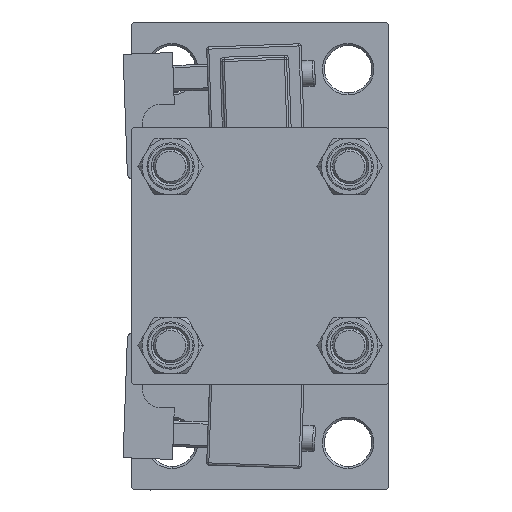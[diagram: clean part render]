
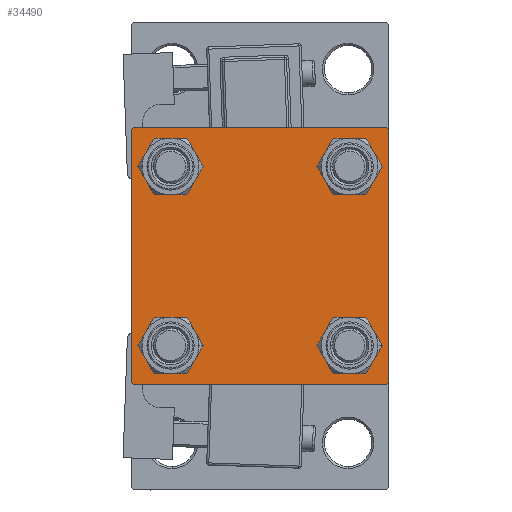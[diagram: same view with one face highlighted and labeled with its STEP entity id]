
A CAD part, left-side view. The second image highlights one B-rep face of the part: STEP entity #34490.
In plain terms, the highlighted planar face has unit normal (-1, 0, 0).
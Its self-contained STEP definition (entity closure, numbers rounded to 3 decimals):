
#500 = CARTESIAN_POINT ( 'NONE',  ( 0., -29.5, 30. ) ) ;
#886 = FACE_BOUND ( 'NONE', #49905, .T. ) ;
#1154 = EDGE_CURVE ( 'NONE', #31872, #25806, #34350, .T. ) ;
#1280 = CIRCLE ( 'NONE', #39261, 4.5 ) ;
#1410 = DIRECTION ( 'NONE',  ( -1., 0., 0. ) ) ;
#1583 = LINE ( 'NONE', #12973, #37583 ) ;
#2272 = DIRECTION ( 'NONE',  ( 0., 0., 1. ) ) ;
#2609 = EDGE_CURVE ( 'NONE', #22929, #16564, #28502, .T. ) ;
#2951 = CARTESIAN_POINT ( 'NONE',  ( 0., 29.75, -29.75 ) ) ;
#3101 = ORIENTED_EDGE ( 'NONE', *, *, #3512, .T. ) ;
#3166 = DIRECTION ( 'NONE',  ( 1., 0., 0. ) ) ;
#3512 = EDGE_CURVE ( 'NONE', #45388, #24829, #38360, .T. ) ;
#4049 = VECTOR ( 'NONE', #46846, 1000. ) ;
#4106 = EDGE_CURVE ( 'NONE', #24829, #45388, #18840, .T. ) ;
#4256 = DIRECTION ( 'NONE',  ( 0., 0., 1. ) ) ;
#4713 = EDGE_LOOP ( 'NONE', ( #20705, #41357, #50304, #35182, #50548, #31469, #12764, #8330 ) ) ;
#5110 = PLANE ( 'NONE',  #50622 ) ;
#5359 = DIRECTION ( 'NONE',  ( 0., 0.707, 0.707 ) ) ;
#5979 = DIRECTION ( 'NONE',  ( 1., 0., 0. ) ) ;
#6917 = CARTESIAN_POINT ( 'NONE',  ( 0., -29.75, -29.75 ) ) ;
#7019 = CIRCLE ( 'NONE', #36611, 4.5 ) ;
#7201 = EDGE_CURVE ( 'NONE', #38427, #8194, #42268, .T. ) ;
#7354 = CARTESIAN_POINT ( 'NONE',  ( 0., -30., -29.5 ) ) ;
#7686 = EDGE_CURVE ( 'NONE', #8849, #45908, #1583, .T. ) ;
#8194 = VERTEX_POINT ( 'NONE', #45085 ) ;
#8330 = ORIENTED_EDGE ( 'NONE', *, *, #48456, .T. ) ;
#8511 = CARTESIAN_POINT ( 'NONE',  ( 0., 20.85, -25.35 ) ) ;
#8740 = CARTESIAN_POINT ( 'NONE',  ( 0., 29.75, 29.75 ) ) ;
#8849 = VERTEX_POINT ( 'NONE', #32447 ) ;
#11699 = CARTESIAN_POINT ( 'NONE',  ( 0., -20.85, 20.85 ) ) ;
#12031 = EDGE_LOOP ( 'NONE', ( #30492, #20938 ) ) ;
#12333 = CARTESIAN_POINT ( 'NONE',  ( 0., 30., 29.5 ) ) ;
#12764 = ORIENTED_EDGE ( 'NONE', *, *, #7686, .F. ) ;
#12776 = FACE_BOUND ( 'NONE', #12031, .T. ) ;
#12973 = CARTESIAN_POINT ( 'NONE',  ( 0., 30., 30. ) ) ;
#13420 = CARTESIAN_POINT ( 'NONE',  ( 0., 30., -29.5 ) ) ;
#13907 = VERTEX_POINT ( 'NONE', #32642 ) ;
#14203 = EDGE_CURVE ( 'NONE', #8194, #45858, #14600, .T. ) ;
#14600 = LINE ( 'NONE', #6917, #4049 ) ;
#15703 = CARTESIAN_POINT ( 'NONE',  ( 0., 20.85, 16.35 ) ) ;
#15790 = ORIENTED_EDGE ( 'NONE', *, *, #4106, .T. ) ;
#16409 = AXIS2_PLACEMENT_3D ( 'NONE', #38777, #30854, #23157 ) ;
#16474 = CARTESIAN_POINT ( 'NONE',  ( 0., -20.85, 25.35 ) ) ;
#16564 = VERTEX_POINT ( 'NONE', #15703 ) ;
#16853 = ORIENTED_EDGE ( 'NONE', *, *, #41895, .T. ) ;
#16950 = DIRECTION ( 'NONE',  ( 0., 0.707, -0.707 ) ) ;
#17275 = CARTESIAN_POINT ( 'NONE',  ( 0., -29.75, 29.75 ) ) ;
#18017 = CARTESIAN_POINT ( 'NONE',  ( 0., 20.85, -20.85 ) ) ;
#18236 = LINE ( 'NONE', #46244, #43432 ) ;
#18840 = CIRCLE ( 'NONE', #28177, 4.5 ) ;
#20353 = CARTESIAN_POINT ( 'NONE',  ( 0., 20.85, 20.85 ) ) ;
#20705 = ORIENTED_EDGE ( 'NONE', *, *, #46823, .T. ) ;
#20938 = ORIENTED_EDGE ( 'NONE', *, *, #46160, .T. ) ;
#21233 = DIRECTION ( 'NONE',  ( 0., 0., 1. ) ) ;
#21259 = VECTOR ( 'NONE', #5359, 1000. ) ;
#21464 = CARTESIAN_POINT ( 'NONE',  ( 0., 29.5, -30. ) ) ;
#21522 = DIRECTION ( 'NONE',  ( 1., 0., 0. ) ) ;
#21983 = DIRECTION ( 'NONE',  ( 1., 0., 0. ) ) ;
#22063 = EDGE_CURVE ( 'NONE', #29954, #49564, #28738, .T. ) ;
#22358 = CARTESIAN_POINT ( 'NONE',  ( 0., -20.85, 20.85 ) ) ;
#22929 = VERTEX_POINT ( 'NONE', #35511 ) ;
#23157 = DIRECTION ( 'NONE',  ( 0., 0., 1. ) ) ;
#23295 = DIRECTION ( 'NONE',  ( 0., -0.707, -0.707 ) ) ;
#23517 = DIRECTION ( 'NONE',  ( 0., 0., 1. ) ) ;
#24348 = DIRECTION ( 'NONE',  ( 1., 0., 0. ) ) ;
#24829 = VERTEX_POINT ( 'NONE', #16474 ) ;
#24849 = EDGE_CURVE ( 'NONE', #13907, #45908, #37357, .T. ) ;
#25806 = VERTEX_POINT ( 'NONE', #37105 ) ;
#25960 = LINE ( 'NONE', #41325, #51893 ) ;
#27289 = DIRECTION ( 'NONE',  ( 0., 0., 1. ) ) ;
#27825 = DIRECTION ( 'NONE',  ( 1., 0., 0. ) ) ;
#28177 = AXIS2_PLACEMENT_3D ( 'NONE', #22358, #5979, #2272 ) ;
#28502 = CIRCLE ( 'NONE', #37779, 4.5 ) ;
#28738 = CIRCLE ( 'NONE', #51497, 4.5 ) ;
#29358 = LINE ( 'NONE', #8740, #51057 ) ;
#29434 = CARTESIAN_POINT ( 'NONE',  ( 0., 0., 0. ) ) ;
#29491 = EDGE_CURVE ( 'NONE', #45170, #38427, #39177, .T. ) ;
#29954 = VERTEX_POINT ( 'NONE', #35817 ) ;
#30492 = ORIENTED_EDGE ( 'NONE', *, *, #2609, .T. ) ;
#30854 = DIRECTION ( 'NONE',  ( 1., 0., 0. ) ) ;
#31124 = EDGE_LOOP ( 'NONE', ( #16853, #39964 ) ) ;
#31469 = ORIENTED_EDGE ( 'NONE', *, *, #24849, .T. ) ;
#31575 = CIRCLE ( 'NONE', #16409, 4.5 ) ;
#31872 = VERTEX_POINT ( 'NONE', #8511 ) ;
#32447 = CARTESIAN_POINT ( 'NONE',  ( 0., 29.5, 30. ) ) ;
#32642 = CARTESIAN_POINT ( 'NONE',  ( 0., -30., 29.5 ) ) ;
#32860 = VECTOR ( 'NONE', #23295, 1000. ) ;
#33677 = FACE_BOUND ( 'NONE', #47571, .T. ) ;
#33858 = DIRECTION ( 'NONE',  ( 0., -1., 0. ) ) ;
#34350 = CIRCLE ( 'NONE', #45314, 4.5 ) ;
#34490 = ADVANCED_FACE ( 'NONE', ( #33677, #48997, #886, #12776, #41330 ), #5110, .T. ) ;
#35182 = ORIENTED_EDGE ( 'NONE', *, *, #14203, .T. ) ;
#35511 = CARTESIAN_POINT ( 'NONE',  ( 0., 20.85, 25.35 ) ) ;
#35817 = CARTESIAN_POINT ( 'NONE',  ( 0., -20.85, -25.35 ) ) ;
#36611 = AXIS2_PLACEMENT_3D ( 'NONE', #44149, #39414, #4256 ) ;
#37105 = CARTESIAN_POINT ( 'NONE',  ( 0., 20.85, -16.35 ) ) ;
#37137 = CARTESIAN_POINT ( 'NONE',  ( 0., -20.85, -20.85 ) ) ;
#37357 = LINE ( 'NONE', #17275, #21259 ) ;
#37583 = VECTOR ( 'NONE', #33858, 1000. ) ;
#37779 = AXIS2_PLACEMENT_3D ( 'NONE', #20353, #3166, #23517 ) ;
#38112 = DIRECTION ( 'NONE',  ( 0., 0., 1. ) ) ;
#38360 = CIRCLE ( 'NONE', #50166, 4.5 ) ;
#38427 = VERTEX_POINT ( 'NONE', #21464 ) ;
#38777 = CARTESIAN_POINT ( 'NONE',  ( 0., 20.85, 20.85 ) ) ;
#39177 = LINE ( 'NONE', #2951, #32860 ) ;
#39261 = AXIS2_PLACEMENT_3D ( 'NONE', #44421, #24348, #48932 ) ;
#39414 = DIRECTION ( 'NONE',  ( 1., 0., 0. ) ) ;
#39964 = ORIENTED_EDGE ( 'NONE', *, *, #22063, .T. ) ;
#41325 = CARTESIAN_POINT ( 'NONE',  ( 0., -30., 30. ) ) ;
#41330 = FACE_OUTER_BOUND ( 'NONE', #4713, .T. ) ;
#41357 = ORIENTED_EDGE ( 'NONE', *, *, #29491, .T. ) ;
#41668 = VERTEX_POINT ( 'NONE', #12333 ) ;
#41861 = DIRECTION ( 'NONE',  ( 0., 0., 1. ) ) ;
#41895 = EDGE_CURVE ( 'NONE', #49564, #29954, #7019, .T. ) ;
#42090 = DIRECTION ( 'NONE',  ( 0., 0., -1. ) ) ;
#42268 = LINE ( 'NONE', #50206, #43427 ) ;
#42354 = ORIENTED_EDGE ( 'NONE', *, *, #1154, .T. ) ;
#42526 = DIRECTION ( 'NONE',  ( 0., -1., 0. ) ) ;
#43427 = VECTOR ( 'NONE', #42526, 1000. ) ;
#43432 = VECTOR ( 'NONE', #50480, 1000. ) ;
#44114 = ORIENTED_EDGE ( 'NONE', *, *, #48215, .T. ) ;
#44149 = CARTESIAN_POINT ( 'NONE',  ( 0., -20.85, -20.85 ) ) ;
#44421 = CARTESIAN_POINT ( 'NONE',  ( 0., 20.85, -20.85 ) ) ;
#44746 = CARTESIAN_POINT ( 'NONE',  ( 0., -20.85, 16.35 ) ) ;
#45085 = CARTESIAN_POINT ( 'NONE',  ( 0., -29.5, -30. ) ) ;
#45160 = CARTESIAN_POINT ( 'NONE',  ( 0., -20.85, -16.35 ) ) ;
#45170 = VERTEX_POINT ( 'NONE', #13420 ) ;
#45314 = AXIS2_PLACEMENT_3D ( 'NONE', #18017, #21983, #38112 ) ;
#45388 = VERTEX_POINT ( 'NONE', #44746 ) ;
#45858 = VERTEX_POINT ( 'NONE', #7354 ) ;
#45908 = VERTEX_POINT ( 'NONE', #500 ) ;
#46160 = EDGE_CURVE ( 'NONE', #16564, #22929, #31575, .T. ) ;
#46244 = CARTESIAN_POINT ( 'NONE',  ( 0., 30., 30. ) ) ;
#46823 = EDGE_CURVE ( 'NONE', #41668, #45170, #18236, .T. ) ;
#46846 = DIRECTION ( 'NONE',  ( 0., -0.707, 0.707 ) ) ;
#47571 = EDGE_LOOP ( 'NONE', ( #15790, #3101 ) ) ;
#48111 = EDGE_CURVE ( 'NONE', #13907, #45858, #25960, .T. ) ;
#48215 = EDGE_CURVE ( 'NONE', #25806, #31872, #1280, .T. ) ;
#48456 = EDGE_CURVE ( 'NONE', #8849, #41668, #29358, .T. ) ;
#48932 = DIRECTION ( 'NONE',  ( 0., 0., 1. ) ) ;
#48997 = FACE_BOUND ( 'NONE', #31124, .T. ) ;
#49564 = VERTEX_POINT ( 'NONE', #45160 ) ;
#49905 = EDGE_LOOP ( 'NONE', ( #44114, #42354 ) ) ;
#50166 = AXIS2_PLACEMENT_3D ( 'NONE', #11699, #27825, #27289 ) ;
#50206 = CARTESIAN_POINT ( 'NONE',  ( 0., 30., -30. ) ) ;
#50304 = ORIENTED_EDGE ( 'NONE', *, *, #7201, .T. ) ;
#50480 = DIRECTION ( 'NONE',  ( 0., 0., -1. ) ) ;
#50548 = ORIENTED_EDGE ( 'NONE', *, *, #48111, .F. ) ;
#50622 = AXIS2_PLACEMENT_3D ( 'NONE', #29434, #1410, #21233 ) ;
#51057 = VECTOR ( 'NONE', #16950, 1000. ) ;
#51497 = AXIS2_PLACEMENT_3D ( 'NONE', #37137, #21522, #41861 ) ;
#51893 = VECTOR ( 'NONE', #42090, 1000. ) ;
